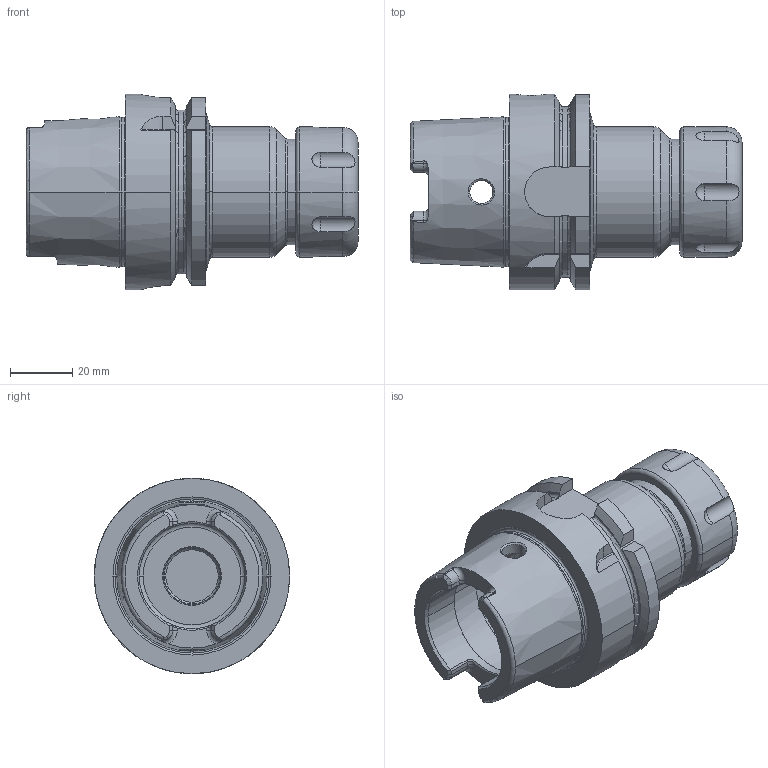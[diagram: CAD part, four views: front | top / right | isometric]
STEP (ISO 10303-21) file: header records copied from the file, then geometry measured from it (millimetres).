
FILE_DESCRIPTION((''),'2;1');
FILE_NAME('A63-025-25-3_ASM','2013-05-29T',('mei'),(''),'PRO/ENGINEER BY PARAMETRIC TECHNOLOGY CORPORATION, 2010430','PRO/ENGINEER BY PARAMETRIC TECHNOLOGY CORPORATION, 2010430','');
FILE_SCHEMA(('CONFIG_CONTROL_DESIGN'));
Length unit declared in the file: millimetre
Products named in the file (3): A63-025-25-3; 83-914-25; A63-025-25-3_ASM
Assembly tree (2 placements, depth 2):
  A63-025-25-3_ASM
    A63-025-25-3
    83-914-25
Bounding box: 107 x 63 x 63 mm (x, y, z)
Volume: 132108.1 mm3; surface area: 35492.8 mm2
Topology: 2 solids, 3 shells, 251 faces, 626 edges, 381 vertices
Faces by surface type: cylinder 77, plane 65, cone 53, torus 40, bspline 8, sphere 6, extrusion 2
Entity records: 8927 total; most frequent: CARTESIAN_POINT 2945, DIRECTION 1253, ORIENTED_EDGE 1244, EDGE_CURVE 624, AXIS2_PLACEMENT_3D 509, VERTEX_POINT 381, EDGE_LOOP 261, CIRCLE 261
